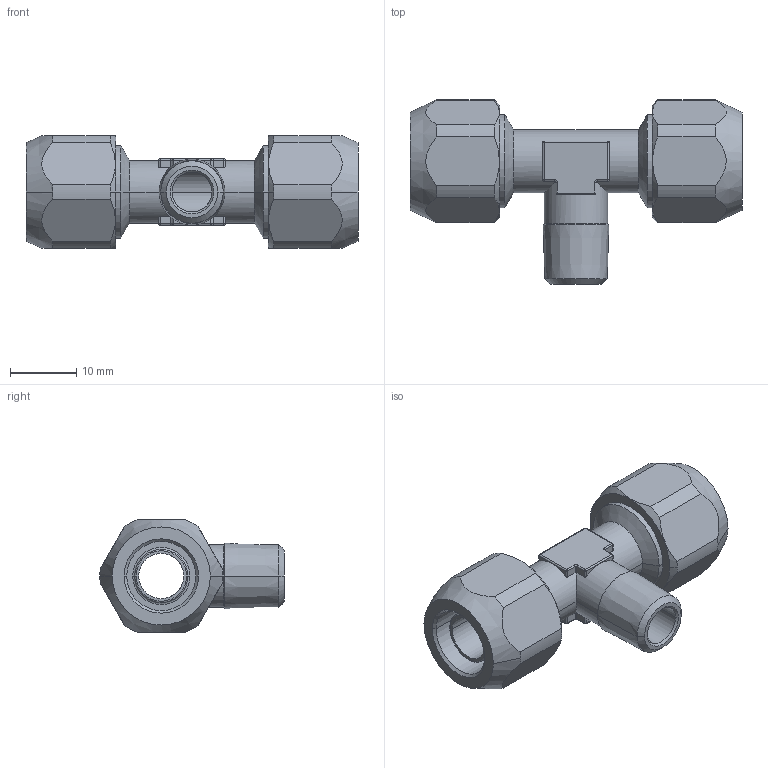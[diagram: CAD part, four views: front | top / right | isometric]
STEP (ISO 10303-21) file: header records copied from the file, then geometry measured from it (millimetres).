
FILE_DESCRIPTION(( 'CX.16.10.18.stp' ), '1');
FILE_NAME( 'CX.16.10.18.stp', '2018-09-04T16:08:33',( 'Sopra'),('sopra-pneumatic.com'), 'SwSTEP 2.0','SolidWorks 2009','' );
FILE_SCHEMA(('CONFIG_CONTROL_DESIGN'));
Length unit declared in the file: millimetre
Products named in the file (1): 361429B_141X4-10-8-1-8K
Bounding box: 50 x 27.75 x 17 mm (x, y, z)
Volume: 6462.2 mm3; surface area: 5340.1 mm2
Topology: 1 solids, 1 shells, 151 faces, 356 edges, 212 vertices
Faces by surface type: cylinder 64, plane 39, cone 24, sphere 12, torus 12
Entity records: 4544 total; most frequent: CARTESIAN_POINT 1013, DIRECTION 770, ORIENTED_EDGE 712, EDGE_CURVE 356, AXIS2_PLACEMENT_3D 313, VERTEX_POINT 212, CIRCLE 162, EDGE_LOOP 160
